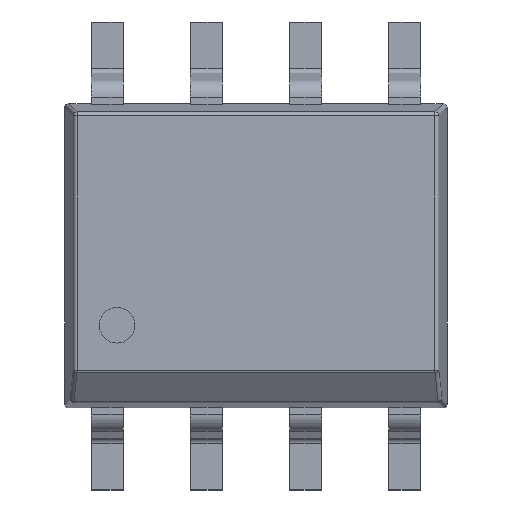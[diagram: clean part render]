
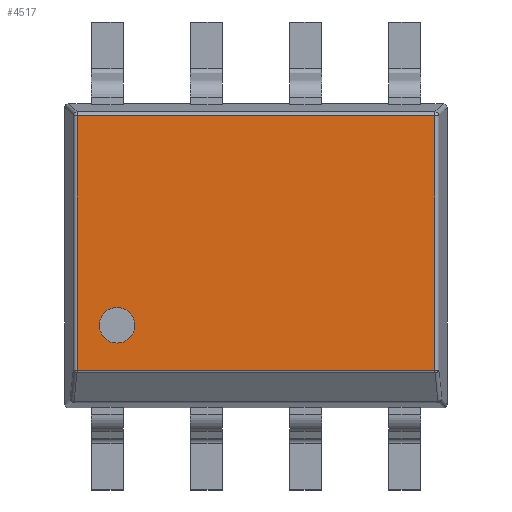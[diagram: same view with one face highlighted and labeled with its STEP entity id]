
A CAD part, top view. The second image highlights one B-rep face of the part: STEP entity #4517.
In plain terms, the highlighted planar face has unit normal (0, 0, 1).
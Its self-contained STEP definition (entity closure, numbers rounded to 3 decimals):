
#42 = CARTESIAN_POINT ( 'NONE',  ( -1.555, -0.892, 0.8 ) ) ;
#259 = AXIS2_PLACEMENT_3D ( 'NONE', #3653, #2936, #5985 ) ;
#363 = AXIS2_PLACEMENT_3D ( 'NONE', #8801, #4557, #7646 ) ;
#478 = CARTESIAN_POINT ( 'NONE',  ( 2.294, 1.838, 0.8 ) ) ;
#688 = CARTESIAN_POINT ( 'NONE',  ( -2.294, -1.468, 0.8 ) ) ;
#820 = DIRECTION ( 'NONE',  ( 1., 0., 0. ) ) ;
#1200 = CIRCLE ( 'NONE', #363, 0.227 ) ;
#1205 = PLANE ( 'NONE',  #259 ) ;
#1300 = CARTESIAN_POINT ( 'NONE',  ( 2.294, -1.468, 0.8 ) ) ;
#1541 = DIRECTION ( 'NONE',  ( 0., -1., 0. ) ) ;
#1667 = EDGE_CURVE ( 'NONE', #6103, #4205, #3982, .T. ) ;
#1889 = LINE ( 'NONE', #478, #9359 ) ;
#1958 = ORIENTED_EDGE ( 'NONE', *, *, #1667, .F. ) ;
#2870 = CARTESIAN_POINT ( 'NONE',  ( -2.294, -1.485, 0.8 ) ) ;
#2894 = ORIENTED_EDGE ( 'NONE', *, *, #4655, .T. ) ;
#2936 = DIRECTION ( 'NONE',  ( 0., 0., 1. ) ) ;
#3302 = CARTESIAN_POINT ( 'NONE',  ( -2.294, 1.794, 0.8 ) ) ;
#3467 = EDGE_LOOP ( 'NONE', ( #4993, #9754, #8388, #2894 ) ) ;
#3653 = CARTESIAN_POINT ( 'NONE',  ( 0., 0., 0.8 ) ) ;
#3982 = CIRCLE ( 'NONE', #5571, 0.227 ) ;
#4202 = CARTESIAN_POINT ( 'NONE',  ( -1.782, -0.892, 0.8 ) ) ;
#4205 = VERTEX_POINT ( 'NONE', #4953 ) ;
#4517 = ADVANCED_FACE ( 'NONE', ( #8211, #8890 ), #1205, .T. ) ;
#4557 = DIRECTION ( 'NONE',  ( 0., 0., 1. ) ) ;
#4655 = EDGE_CURVE ( 'NONE', #6099, #5901, #4866, .T. ) ;
#4660 = EDGE_LOOP ( 'NONE', ( #1958, #6271 ) ) ;
#4721 = VECTOR ( 'NONE', #1541, 1000. ) ;
#4866 = LINE ( 'NONE', #7101, #5386 ) ;
#4894 = EDGE_CURVE ( 'NONE', #8534, #6247, #9127, .T. ) ;
#4899 = DIRECTION ( 'NONE',  ( 0., 1., 0. ) ) ;
#4924 = DIRECTION ( 'NONE',  ( -1., 0., 0. ) ) ;
#4953 = CARTESIAN_POINT ( 'NONE',  ( -2.009, -0.892, 0.8 ) ) ;
#4993 = ORIENTED_EDGE ( 'NONE', *, *, #8516, .T. ) ;
#5386 = VECTOR ( 'NONE', #4924, 1000. ) ;
#5571 = AXIS2_PLACEMENT_3D ( 'NONE', #4202, #9618, #6450 ) ;
#5901 = VERTEX_POINT ( 'NONE', #3302 ) ;
#5985 = DIRECTION ( 'NONE',  ( 1., 0., 0. ) ) ;
#6099 = VERTEX_POINT ( 'NONE', #6921 ) ;
#6103 = VERTEX_POINT ( 'NONE', #42 ) ;
#6114 = CARTESIAN_POINT ( 'NONE',  ( 0., -1.468, 0.8 ) ) ;
#6247 = VERTEX_POINT ( 'NONE', #1300 ) ;
#6271 = ORIENTED_EDGE ( 'NONE', *, *, #6872, .F. ) ;
#6450 = DIRECTION ( 'NONE',  ( 1., 0., 0. ) ) ;
#6751 = LINE ( 'NONE', #2870, #4721 ) ;
#6872 = EDGE_CURVE ( 'NONE', #4205, #6103, #1200, .T. ) ;
#6921 = CARTESIAN_POINT ( 'NONE',  ( 2.294, 1.794, 0.8 ) ) ;
#7101 = CARTESIAN_POINT ( 'NONE',  ( -2.338, 1.794, 0.8 ) ) ;
#7646 = DIRECTION ( 'NONE',  ( 1., 0., 0. ) ) ;
#7691 = EDGE_CURVE ( 'NONE', #6247, #6099, #1889, .T. ) ;
#8211 = FACE_OUTER_BOUND ( 'NONE', #3467, .T. ) ;
#8388 = ORIENTED_EDGE ( 'NONE', *, *, #7691, .T. ) ;
#8516 = EDGE_CURVE ( 'NONE', #5901, #8534, #6751, .T. ) ;
#8534 = VERTEX_POINT ( 'NONE', #688 ) ;
#8801 = CARTESIAN_POINT ( 'NONE',  ( -1.782, -0.892, 0.8 ) ) ;
#8890 = FACE_BOUND ( 'NONE', #4660, .T. ) ;
#8961 = VECTOR ( 'NONE', #820, 1000. ) ;
#9127 = LINE ( 'NONE', #6114, #8961 ) ;
#9359 = VECTOR ( 'NONE', #4899, 1000. ) ;
#9618 = DIRECTION ( 'NONE',  ( 0., 0., 1. ) ) ;
#9754 = ORIENTED_EDGE ( 'NONE', *, *, #4894, .T. ) ;
